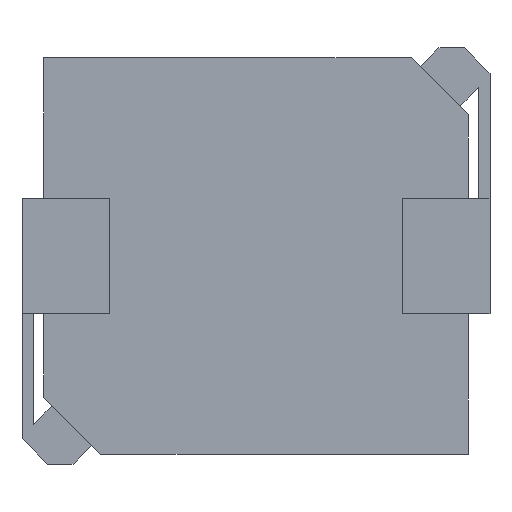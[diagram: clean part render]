
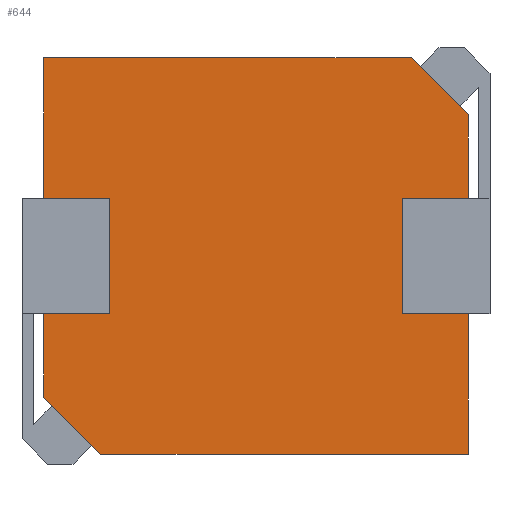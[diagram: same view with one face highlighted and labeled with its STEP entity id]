
A CAD part, front view. The second image highlights one B-rep face of the part: STEP entity #644.
In plain terms, the highlighted planar face has unit normal (0, -1, 0).
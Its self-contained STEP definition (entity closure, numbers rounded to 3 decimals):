
#1=DIRECTION('',(1.,0.,0.));
#2=VECTOR('',#1,1.65);
#3=CARTESIAN_POINT('',(-5.35,0.,1.45));
#4=LINE('',#3,#2);
#5=DIRECTION('',(0.,0.,1.));
#6=VECTOR('',#5,3.55);
#7=CARTESIAN_POINT('',(-5.35,0.,1.45));
#8=LINE('',#7,#6);
#9=DIRECTION('',(1.,0.,0.));
#10=VECTOR('',#9,9.259);
#11=CARTESIAN_POINT('',(-5.35,0.,5.));
#12=LINE('',#11,#10);
#13=DIRECTION('',(0.,0.,-1.));
#14=VECTOR('',#13,2.11);
#15=CARTESIAN_POINT('',(5.35,0.,3.56));
#16=LINE('',#15,#14);
#17=DIRECTION('',(-1.,0.,0.));
#18=VECTOR('',#17,1.65);
#19=CARTESIAN_POINT('',(5.35,0.,1.45));
#20=LINE('',#19,#18);
#21=DIRECTION('',(0.,0.,1.));
#22=VECTOR('',#21,2.9);
#23=CARTESIAN_POINT('',(3.7,0.,-1.45));
#24=LINE('',#23,#22);
#25=DIRECTION('',(-1.,0.,0.));
#26=VECTOR('',#25,1.65);
#27=CARTESIAN_POINT('',(5.35,0.,-1.45));
#28=LINE('',#27,#26);
#29=DIRECTION('',(0.,0.,-1.));
#30=VECTOR('',#29,3.55);
#31=CARTESIAN_POINT('',(5.35,0.,-1.45));
#32=LINE('',#31,#30);
#33=DIRECTION('',(-1.,0.,0.));
#34=VECTOR('',#33,9.259);
#35=CARTESIAN_POINT('',(5.35,0.,-5.));
#36=LINE('',#35,#34);
#37=DIRECTION('',(-0.707,0.,0.707));
#38=VECTOR('',#37,2.037);
#39=CARTESIAN_POINT('',(-3.909,0.,-5.));
#40=LINE('',#39,#38);
#41=DIRECTION('',(0.,0.,1.));
#42=VECTOR('',#41,2.11);
#43=CARTESIAN_POINT('',(-5.35,0.,-3.56));
#44=LINE('',#43,#42);
#45=DIRECTION('',(1.,0.,0.));
#46=VECTOR('',#45,1.65);
#47=CARTESIAN_POINT('',(-5.35,0.,-1.45));
#48=LINE('',#47,#46);
#49=DIRECTION('',(0.,0.,-1.));
#50=VECTOR('',#49,2.9);
#51=CARTESIAN_POINT('',(-3.7,0.,1.45));
#52=LINE('',#51,#50);
#437=DIRECTION('',(-0.707,0.,0.707));
#438=VECTOR('',#437,2.037);
#439=CARTESIAN_POINT('',(5.35,0.,3.56));
#440=LINE('',#439,#438);
#457=CARTESIAN_POINT('',(-3.909,0.,-5.));
#458=CARTESIAN_POINT('',(-5.35,0.,-3.56));
#459=VERTEX_POINT('',#457);
#460=VERTEX_POINT('',#458);
#461=CARTESIAN_POINT('',(-5.35,0.,5.));
#462=CARTESIAN_POINT('',(3.909,0.,5.));
#463=VERTEX_POINT('',#461);
#464=VERTEX_POINT('',#462);
#465=CARTESIAN_POINT('',(5.35,0.,-5.));
#466=VERTEX_POINT('',#465);
#477=CARTESIAN_POINT('',(5.35,0.,3.56));
#479=VERTEX_POINT('',#477);
#561=CARTESIAN_POINT('',(-5.35,0.,1.45));
#562=CARTESIAN_POINT('',(-3.7,0.,1.45));
#563=VERTEX_POINT('',#561);
#564=VERTEX_POINT('',#562);
#565=CARTESIAN_POINT('',(-3.7,0.,-1.45));
#566=VERTEX_POINT('',#565);
#567=CARTESIAN_POINT('',(-5.35,0.,-1.45));
#568=VERTEX_POINT('',#567);
#569=CARTESIAN_POINT('',(5.35,0.,-1.45));
#570=CARTESIAN_POINT('',(3.7,0.,-1.45));
#571=VERTEX_POINT('',#569);
#572=VERTEX_POINT('',#570);
#573=CARTESIAN_POINT('',(3.7,0.,1.45));
#574=VERTEX_POINT('',#573);
#575=CARTESIAN_POINT('',(5.35,0.,1.45));
#576=VERTEX_POINT('',#575);
#609=CARTESIAN_POINT('',(0.,0.,0.));
#610=DIRECTION('',(0.,1.,0.));
#611=DIRECTION('',(1.,0.,0.));
#612=AXIS2_PLACEMENT_3D('',#609,#610,#611);
#613=PLANE('',#612);
#615=ORIENTED_EDGE('',*,*,#614,.F.);
#617=ORIENTED_EDGE('',*,*,#616,.T.);
#619=ORIENTED_EDGE('',*,*,#618,.T.);
#621=ORIENTED_EDGE('',*,*,#620,.F.);
#623=ORIENTED_EDGE('',*,*,#622,.T.);
#625=ORIENTED_EDGE('',*,*,#624,.T.);
#627=ORIENTED_EDGE('',*,*,#626,.F.);
#629=ORIENTED_EDGE('',*,*,#628,.F.);
#631=ORIENTED_EDGE('',*,*,#630,.T.);
#633=ORIENTED_EDGE('',*,*,#632,.T.);
#635=ORIENTED_EDGE('',*,*,#634,.T.);
#637=ORIENTED_EDGE('',*,*,#636,.T.);
#639=ORIENTED_EDGE('',*,*,#638,.T.);
#641=ORIENTED_EDGE('',*,*,#640,.F.);
#642=EDGE_LOOP('',(#615,#617,#619,#621,#623,#625,#627,#629,#631,#633,#635,#637,
#639,#641));
#643=FACE_OUTER_BOUND('',#642,.F.);
#614=EDGE_CURVE('',#563,#564,#4,.T.);
#616=EDGE_CURVE('',#563,#463,#8,.T.);
#618=EDGE_CURVE('',#463,#464,#12,.T.);
#620=EDGE_CURVE('',#479,#464,#440,.T.);
#622=EDGE_CURVE('',#479,#576,#16,.T.);
#624=EDGE_CURVE('',#576,#574,#20,.T.);
#626=EDGE_CURVE('',#572,#574,#24,.T.);
#628=EDGE_CURVE('',#571,#572,#28,.T.);
#630=EDGE_CURVE('',#571,#466,#32,.T.);
#632=EDGE_CURVE('',#466,#459,#36,.T.);
#634=EDGE_CURVE('',#459,#460,#40,.T.);
#636=EDGE_CURVE('',#460,#568,#44,.T.);
#638=EDGE_CURVE('',#568,#566,#48,.T.);
#640=EDGE_CURVE('',#564,#566,#52,.T.);
#644=ADVANCED_FACE('',(#643),#613,.F.);
